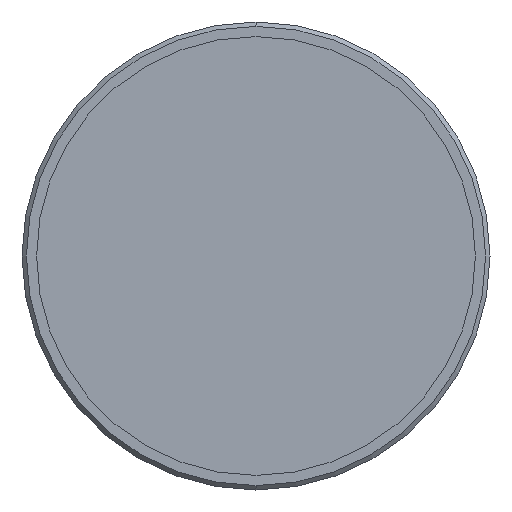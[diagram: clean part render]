
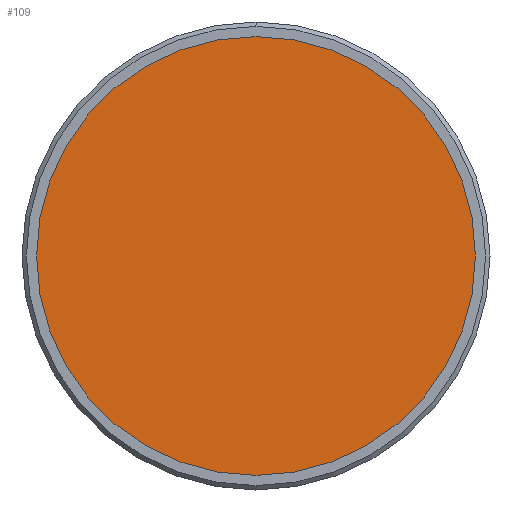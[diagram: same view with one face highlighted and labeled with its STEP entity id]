
A CAD part, left-side view. The second image highlights one B-rep face of the part: STEP entity #109.
In plain terms, the highlighted planar face has unit normal (-1, 0, 0).
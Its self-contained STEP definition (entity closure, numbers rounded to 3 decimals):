
#103 = EDGE_CURVE ( 'NONE', #1060, #482, #224, .T. ) ;
#109 = ADVANCED_FACE ( 'NONE', ( #736 ), #378, .T. ) ;
#198 = DIRECTION ( 'NONE',  ( -1., 0., 0. ) ) ;
#224 = CIRCLE ( 'NONE', #841, 15. ) ;
#295 = DIRECTION ( 'NONE',  ( -1., 0., 0. ) ) ;
#305 = CIRCLE ( 'NONE', #640, 15. ) ;
#378 = PLANE ( 'NONE',  #965 ) ;
#380 = CARTESIAN_POINT ( 'NONE',  ( 2.5, 0., 0. ) ) ;
#395 = ORIENTED_EDGE ( 'NONE', *, *, #103, .T. ) ;
#470 = ORIENTED_EDGE ( 'NONE', *, *, #933, .T. ) ;
#482 = VERTEX_POINT ( 'NONE', #868 ) ;
#546 = DIRECTION ( 'NONE',  ( 0., 0., 1. ) ) ;
#640 = AXIS2_PLACEMENT_3D ( 'NONE', #380, #1082, #978 ) ;
#736 = FACE_OUTER_BOUND ( 'NONE', #998, .T. ) ;
#841 = AXIS2_PLACEMENT_3D ( 'NONE', #881, #295, #884 ) ;
#868 = CARTESIAN_POINT ( 'NONE',  ( 2.5, 0., 15. ) ) ;
#872 = CARTESIAN_POINT ( 'NONE',  ( 2.5, 0., -15. ) ) ;
#881 = CARTESIAN_POINT ( 'NONE',  ( 2.5, 0., 0. ) ) ;
#884 = DIRECTION ( 'NONE',  ( 0., 0., 1. ) ) ;
#933 = EDGE_CURVE ( 'NONE', #482, #1060, #305, .T. ) ;
#965 = AXIS2_PLACEMENT_3D ( 'NONE', #1068, #198, #546 ) ;
#978 = DIRECTION ( 'NONE',  ( 0., 0., 1. ) ) ;
#998 = EDGE_LOOP ( 'NONE', ( #470, #395 ) ) ;
#1060 = VERTEX_POINT ( 'NONE', #872 ) ;
#1068 = CARTESIAN_POINT ( 'NONE',  ( 2.5, 0., 0. ) ) ;
#1082 = DIRECTION ( 'NONE',  ( -1., 0., 0. ) ) ;
